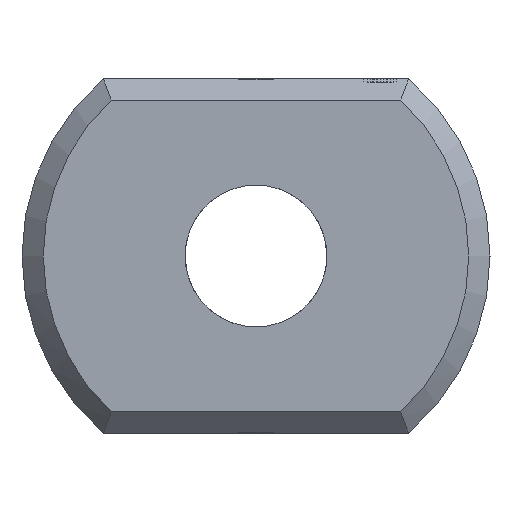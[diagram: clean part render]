
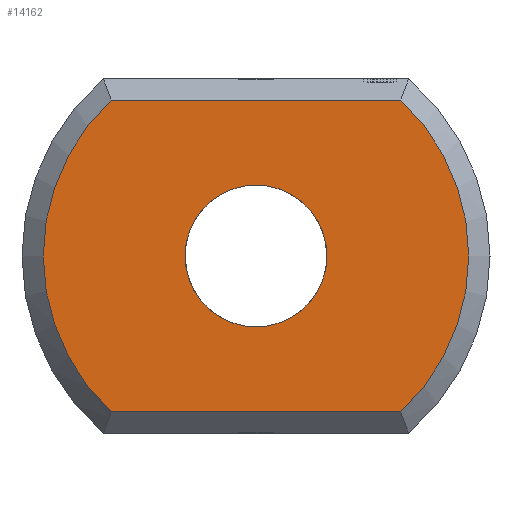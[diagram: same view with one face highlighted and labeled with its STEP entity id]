
A CAD part, left-side view. The second image highlights one B-rep face of the part: STEP entity #14162.
In plain terms, the highlighted planar face has unit normal (-1, 0, 0).
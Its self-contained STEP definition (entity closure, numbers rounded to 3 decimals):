
#3524 = VERTEX_POINT('',#3525);
#3525 = CARTESIAN_POINT('',(0.,-2.04,2.2));
#3534 = VERTEX_POINT('',#3535);
#3535 = CARTESIAN_POINT('',(0.,-2.04,-2.2));
#3542 = EDGE_CURVE('',#3524,#3534,#3543,.T.);
#3543 = CIRCLE('',#3544,3.);
#3544 = AXIS2_PLACEMENT_3D('',#3545,#3546,#3547);
#3545 = CARTESIAN_POINT('',(0.,0.,0.));
#3546 = DIRECTION('',(1.,0.,0.));
#3547 = DIRECTION('',(0.,-0.653,0.758)
  );
#4006 = VERTEX_POINT('',#4007);
#4007 = CARTESIAN_POINT('',(0.,2.04,2.2));
#4014 = EDGE_CURVE('',#3524,#4006,#4015,.T.);
#4015 = LINE('',#4016,#4017);
#4016 = CARTESIAN_POINT('',(0.,-2.154,2.2));
#4017 = VECTOR('',#4018,1.);
#4018 = DIRECTION('',(0.,1.,0.));
#14162 = ADVANCED_FACE('',(#14163,#14182),#14193,.F.);
#14163 = FACE_BOUND('',#14164,.F.);
#14164 = EDGE_LOOP('',(#14165,#14174,#14175,#14176));
#14165 = ORIENTED_EDGE('',*,*,#14166,.T.);
#14166 = EDGE_CURVE('',#14167,#4006,#14169,.T.);
#14167 = VERTEX_POINT('',#14168);
#14168 = CARTESIAN_POINT('',(0.,2.04,-2.2));
#14169 = CIRCLE('',#14170,3.);
#14170 = AXIS2_PLACEMENT_3D('',#14171,#14172,#14173);
#14171 = CARTESIAN_POINT('',(0.,0.,0.));
#14172 = DIRECTION('',(1.,0.,0.));
#14173 = DIRECTION('',(0.,0.653,-0.758)
  );
#14174 = ORIENTED_EDGE('',*,*,#4014,.F.);
#14175 = ORIENTED_EDGE('',*,*,#3542,.T.);
#14176 = ORIENTED_EDGE('',*,*,#14177,.T.);
#14177 = EDGE_CURVE('',#3534,#14167,#14178,.T.);
#14178 = LINE('',#14179,#14180);
#14179 = CARTESIAN_POINT('',(0.,-2.154,-2.2));
#14180 = VECTOR('',#14181,1.);
#14181 = DIRECTION('',(0.,1.,0.));
#14182 = FACE_BOUND('',#14183,.T.);
#14183 = EDGE_LOOP('',(#14184));
#14184 = ORIENTED_EDGE('',*,*,#14185,.T.);
#14185 = EDGE_CURVE('',#14186,#14186,#14188,.T.);
#14186 = VERTEX_POINT('',#14187);
#14187 = CARTESIAN_POINT('',(0.,1.,0.)
  );
#14188 = CIRCLE('',#14189,1.);
#14189 = AXIS2_PLACEMENT_3D('',#14190,#14191,#14192);
#14190 = CARTESIAN_POINT('',(0.,0.,0.));
#14191 = DIRECTION('',(1.,0.,0.));
#14192 = DIRECTION('',(0.,1.,0.));
#14193 = PLANE('',#14194);
#14194 = AXIS2_PLACEMENT_3D('',#14195,#14196,#14197);
#14195 = CARTESIAN_POINT('',(0.,0.,0.));
#14196 = DIRECTION('',(1.,0.,0.));
#14197 = DIRECTION('',(0.,0.,1.));
